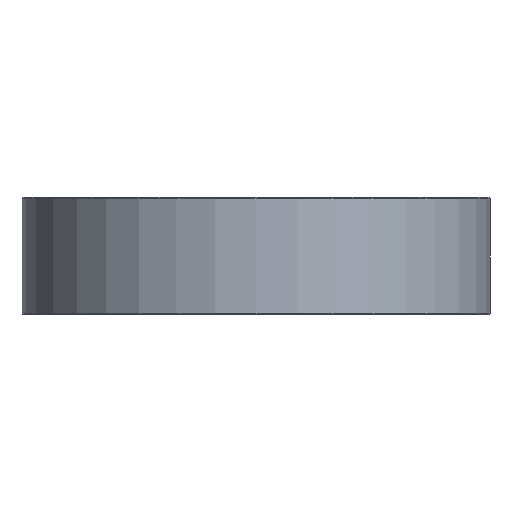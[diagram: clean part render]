
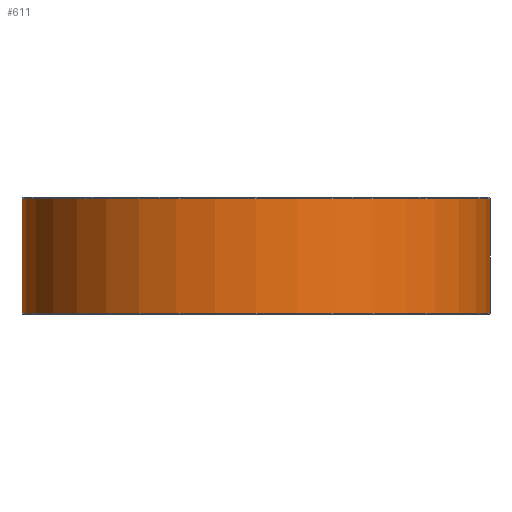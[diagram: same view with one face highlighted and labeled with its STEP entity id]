
A CAD part, front view. The second image highlights one B-rep face of the part: STEP entity #611.
In plain terms, the highlighted cylindrical face has radius 50.8 mm (diameter 101.6 mm), a partial arc.
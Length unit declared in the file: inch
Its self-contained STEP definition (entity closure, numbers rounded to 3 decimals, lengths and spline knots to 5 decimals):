
#394 = DIRECTION ( 'NONE',  ( 0., 0., -1. ) ) ;
#605 = DIRECTION ( 'NONE',  ( -1., 0., 0. ) ) ;
#611 = ADVANCED_FACE ( 'NONE', ( #15056 ), #3602, .T. ) ;
#1207 = EDGE_CURVE ( 'NONE', #8699, #15712, #5930, .T. ) ;
#1534 = VECTOR ( 'NONE', #9493, 39.37008 ) ;
#2962 = LINE ( 'NONE', #9179, #1534 ) ;
#3371 = CARTESIAN_POINT ( 'NONE',  ( -2., 0., -0.99 ) ) ;
#3470 = AXIS2_PLACEMENT_3D ( 'NONE', #13561, #394, #605 ) ;
#3602 = CYLINDRICAL_SURFACE ( 'NONE', #3470, 2. ) ;
#5840 = DIRECTION ( 'NONE',  ( 0., 0., -1. ) ) ;
#5846 = ORIENTED_EDGE ( 'NONE', *, *, #16307, .T. ) ;
#5930 = CIRCLE ( 'NONE', #17896, 2. ) ;
#6663 = VERTEX_POINT ( 'NONE', #15208 ) ;
#7668 = CARTESIAN_POINT ( 'NONE',  ( -2., 0., 1.17308 ) ) ;
#7824 = ORIENTED_EDGE ( 'NONE', *, *, #1207, .T. ) ;
#8699 = VERTEX_POINT ( 'NONE', #9785 ) ;
#9169 = EDGE_CURVE ( 'NONE', #8699, #6663, #2962, .T. ) ;
#9179 = CARTESIAN_POINT ( 'NONE',  ( 2., 0., 1.17308 ) ) ;
#9493 = DIRECTION ( 'NONE',  ( 0., 0., -1. ) ) ;
#9785 = CARTESIAN_POINT ( 'NONE',  ( 2., 0., -0.01 ) ) ;
#9873 = CIRCLE ( 'NONE', #12264, 2. ) ;
#10572 = CARTESIAN_POINT ( 'NONE',  ( 0., 0., -0.99 ) ) ;
#10577 = DIRECTION ( 'NONE',  ( 0., 0., -1. ) ) ;
#12264 = AXIS2_PLACEMENT_3D ( 'NONE', #10572, #15505, #20329 ) ;
#13561 = CARTESIAN_POINT ( 'NONE',  ( 0., 0., 1.17308 ) ) ;
#13685 = ORIENTED_EDGE ( 'NONE', *, *, #9169, .F. ) ;
#14068 = EDGE_CURVE ( 'NONE', #14571, #6663, #9873, .T. ) ;
#14571 = VERTEX_POINT ( 'NONE', #3371 ) ;
#14745 = ORIENTED_EDGE ( 'NONE', *, *, #14068, .T. ) ;
#15056 = FACE_OUTER_BOUND ( 'NONE', #18691, .T. ) ;
#15208 = CARTESIAN_POINT ( 'NONE',  ( 2., 0., -0.99 ) ) ;
#15505 = DIRECTION ( 'NONE',  ( 0., 0., 1. ) ) ;
#15700 = LINE ( 'NONE', #7668, #15842 ) ;
#15712 = VERTEX_POINT ( 'NONE', #16616 ) ;
#15842 = VECTOR ( 'NONE', #5840, 39.37008 ) ;
#16307 = EDGE_CURVE ( 'NONE', #15712, #14571, #15700, .T. ) ;
#16616 = CARTESIAN_POINT ( 'NONE',  ( -2., 0., -0.01 ) ) ;
#17896 = AXIS2_PLACEMENT_3D ( 'NONE', #18713, #10577, #18296 ) ;
#18296 = DIRECTION ( 'NONE',  ( -1., 0., 0. ) ) ;
#18691 = EDGE_LOOP ( 'NONE', ( #13685, #7824, #5846, #14745 ) ) ;
#18713 = CARTESIAN_POINT ( 'NONE',  ( 0., 0., -0.01 ) ) ;
#20329 = DIRECTION ( 'NONE',  ( 1., 0., 0. ) ) ;
